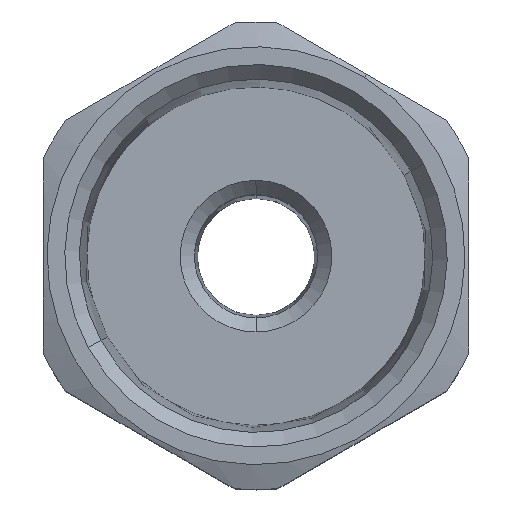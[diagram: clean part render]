
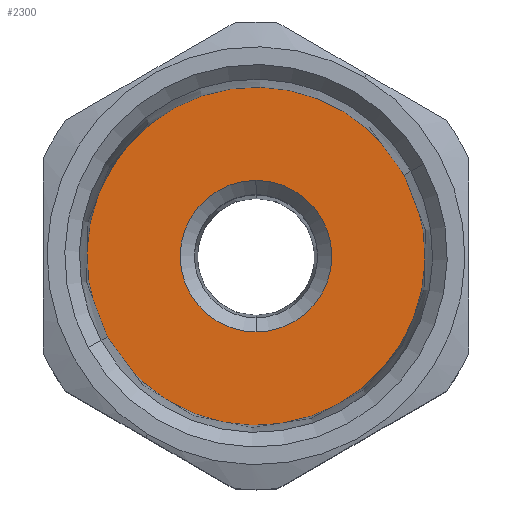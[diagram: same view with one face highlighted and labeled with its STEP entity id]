
A CAD part, top view. The second image highlights one B-rep face of the part: STEP entity #2300.
In plain terms, the highlighted planar face has unit normal (0, 0, 1).
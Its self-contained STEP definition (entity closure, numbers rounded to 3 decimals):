
#2262=AXIS2_PLACEMENT_3D('Plane Axis2P3D',#2259,#2260,#2261) ;
#2266=AXIS2_PLACEMENT_3D('Circle Axis2P3D',#2264,#2265,$) ;
#2275=AXIS2_PLACEMENT_3D('Circle Axis2P3D',#2273,#2274,$) ;
#2284=AXIS2_PLACEMENT_3D('Circle Axis2P3D',#2282,#2283,$) ;
#2293=AXIS2_PLACEMENT_3D('Circle Axis2P3D',#2291,#2292,$) ;
#2259=CARTESIAN_POINT('Axis2P3D Location',(15.,16.5,49.75)) ;
#2264=CARTESIAN_POINT('Axis2P3D Location',(15.,16.5,49.75)) ;
#2268=CARTESIAN_POINT('Vertex',(4.521,10.775,49.75)) ;
#2270=CARTESIAN_POINT('Vertex',(25.479,22.225,49.75)) ;
#2273=CARTESIAN_POINT('Axis2P3D Location',(15.,16.5,49.75)) ;
#2282=CARTESIAN_POINT('Axis2P3D Location',(15.,16.5,49.75)) ;
#2286=CARTESIAN_POINT('Vertex',(15.,21.85,49.75)) ;
#2288=CARTESIAN_POINT('Vertex',(15.,11.15,49.75)) ;
#2291=CARTESIAN_POINT('Axis2P3D Location',(15.,16.5,49.75)) ;
#2260=DIRECTION('Axis2P3D Direction',(0.,0.,1.)) ;
#2261=DIRECTION('Axis2P3D XDirection',(0.,1.,0.)) ;
#2265=DIRECTION('Axis2P3D Direction',(0.,0.,1.)) ;
#2274=DIRECTION('Axis2P3D Direction',(0.,0.,1.)) ;
#2283=DIRECTION('Axis2P3D Direction',(0.,0.,1.)) ;
#2292=DIRECTION('Axis2P3D Direction',(0.,0.,1.)) ;
#2279=ORIENTED_EDGE('',*,*,#2272,.T.) ;
#2280=ORIENTED_EDGE('',*,*,#2277,.T.) ;
#2297=ORIENTED_EDGE('',*,*,#2290,.F.) ;
#2298=ORIENTED_EDGE('',*,*,#2295,.F.) ;
#2299=FACE_BOUND('',#2296,.T.) ;
#2300=ADVANCED_FACE('BODY',(#2281,#2299),#2263,.T.) ;
#2267=CIRCLE('generated circle',#2266,11.941) ;
#2276=CIRCLE('generated circle',#2275,11.941) ;
#2285=CIRCLE('generated circle',#2284,5.35) ;
#2294=CIRCLE('generated circle',#2293,5.35) ;
#2272=EDGE_CURVE('',#2269,#2271,#2267,.T.) ;
#2277=EDGE_CURVE('',#2271,#2269,#2276,.T.) ;
#2290=EDGE_CURVE('',#2287,#2289,#2285,.T.) ;
#2295=EDGE_CURVE('',#2289,#2287,#2294,.T.) ;
#2278=EDGE_LOOP('',(#2279,#2280)) ;
#2296=EDGE_LOOP('',(#2297,#2298)) ;
#2281=FACE_OUTER_BOUND('',#2278,.T.) ;
#2263=PLANE('',#2262) ;
#2269=VERTEX_POINT('',#2268) ;
#2271=VERTEX_POINT('',#2270) ;
#2287=VERTEX_POINT('',#2286) ;
#2289=VERTEX_POINT('',#2288) ;
